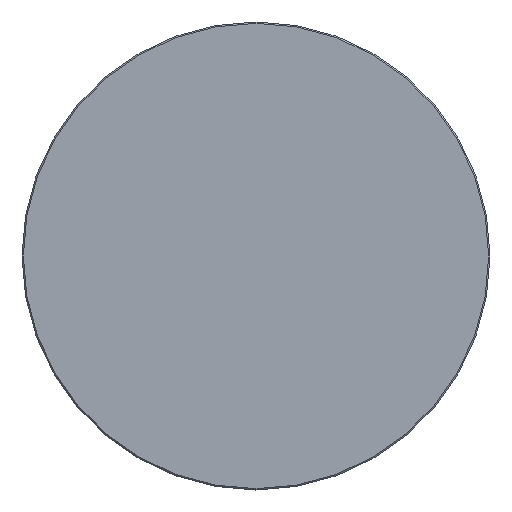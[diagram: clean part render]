
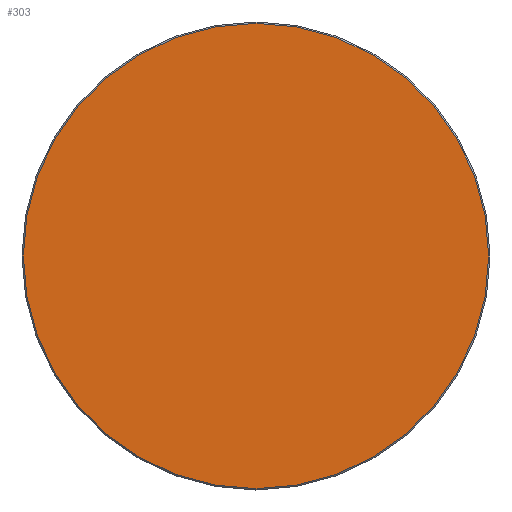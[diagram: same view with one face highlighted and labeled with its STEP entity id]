
A CAD part, left-side view. The second image highlights one B-rep face of the part: STEP entity #303.
In plain terms, the highlighted planar face has unit normal (-1, 0, 0).
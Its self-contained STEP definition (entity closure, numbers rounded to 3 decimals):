
#59 = EDGE_LOOP ( 'NONE', ( #4142, #6047 ) ) ;
#303 = ADVANCED_FACE ( 'NONE', ( #1590 ), #4140, .T. ) ;
#370 = EDGE_CURVE ( 'NONE', #5584, #4749, #954, .T. ) ;
#700 = DIRECTION ( 'NONE',  ( -1., 0., 0. ) ) ;
#954 = CIRCLE ( 'NONE', #1072, 87.75 ) ;
#956 = DIRECTION ( 'NONE',  ( 0., 0., -1. ) ) ;
#980 = EDGE_CURVE ( 'NONE', #4749, #5584, #1372, .T. ) ;
#1072 = AXIS2_PLACEMENT_3D ( 'NONE', #6606, #1474, #1450 ) ;
#1372 = CIRCLE ( 'NONE', #2708, 87.75 ) ;
#1450 = DIRECTION ( 'NONE',  ( 0., 0., -1. ) ) ;
#1474 = DIRECTION ( 'NONE',  ( 1., 0., 0. ) ) ;
#1590 = FACE_OUTER_BOUND ( 'NONE', #59, .T. ) ;
#2708 = AXIS2_PLACEMENT_3D ( 'NONE', #3323, #6833, #956 ) ;
#3181 = CARTESIAN_POINT ( 'NONE',  ( 18.299, 0., 19.527 ) ) ;
#3323 = CARTESIAN_POINT ( 'NONE',  ( 18.299, 0., -68.223 ) ) ;
#4140 = PLANE ( 'NONE',  #7184 ) ;
#4142 = ORIENTED_EDGE ( 'NONE', *, *, #980, .F. ) ;
#4749 = VERTEX_POINT ( 'NONE', #6596 ) ;
#4761 = DIRECTION ( 'NONE',  ( 0., -1., 0. ) ) ;
#4810 = CARTESIAN_POINT ( 'NONE',  ( 18.299, 0., -68.223 ) ) ;
#5584 = VERTEX_POINT ( 'NONE', #3181 ) ;
#6047 = ORIENTED_EDGE ( 'NONE', *, *, #370, .F. ) ;
#6596 = CARTESIAN_POINT ( 'NONE',  ( 18.299, 0., -155.973 ) ) ;
#6606 = CARTESIAN_POINT ( 'NONE',  ( 18.299, 0., -68.223 ) ) ;
#6833 = DIRECTION ( 'NONE',  ( 1., 0., 0. ) ) ;
#7184 = AXIS2_PLACEMENT_3D ( 'NONE', #4810, #700, #4761 ) ;
